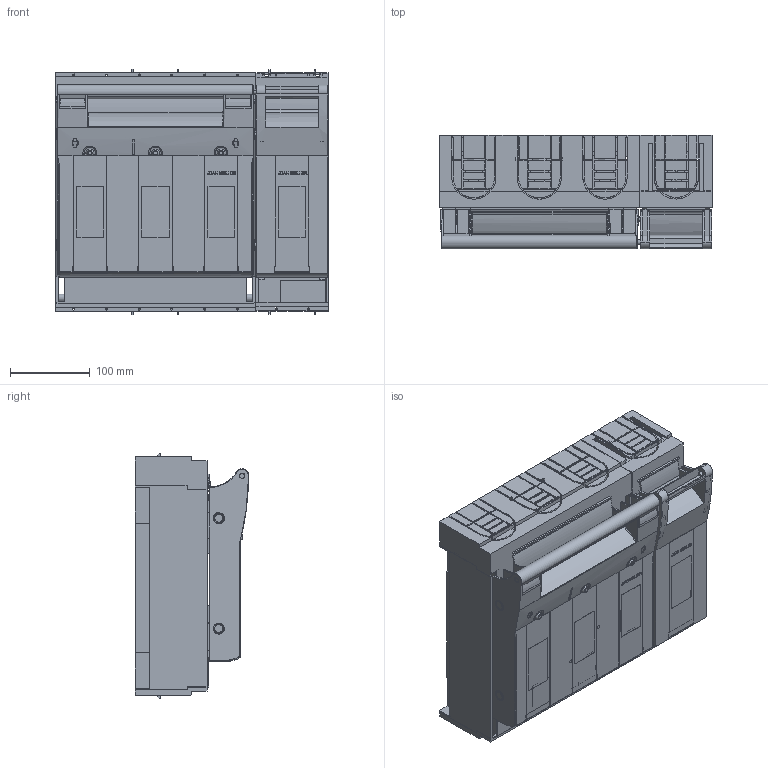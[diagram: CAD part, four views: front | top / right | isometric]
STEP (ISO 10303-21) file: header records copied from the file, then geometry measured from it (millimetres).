
FILE_DESCRIPTION(('CATIA V5 STEP'),'2;1');
FILE_NAME('T0685_NH-Sicherungslasttrennschalter-KETO-3-4_F.stp','2019-01-18T16:34:45+00:00',('none'),('Jean Müller GmbH'),'CATIA Version 5 Release 19 SP 9 (IN-10)','CATIA V5 STEP AP214','none');
FILE_SCHEMA(('AUTOMOTIVE_DESIGN { 1 0 10303 214 1 1 1 1 }'));
Products named in the file (1): T0685_NH-Sicherungslasttrennschalter-KETO-3-4/F
Bounding box: 341.5 x 142.46 x 306.39 mm (x, y, z)
Volume: 4697985.4 mm3; surface area: 1481284.8 mm2
Topology: 100 solids, 107 shells, 4849 faces, 13537 edges, 8897 vertices
Faces by surface type: plane 3634, cylinder 628, cone 253, bspline 167, torus 66, extrusion 63, sphere 38
Entity records: 155438 total; most frequent: CARTESIAN_POINT 41876, ORIENTED_EDGE 26990, DIRECTION 17166, EDGE_CURVE 13495, VECTOR 10309, LINE 10246, VERTEX_POINT 8897, EDGE_LOOP 5138
